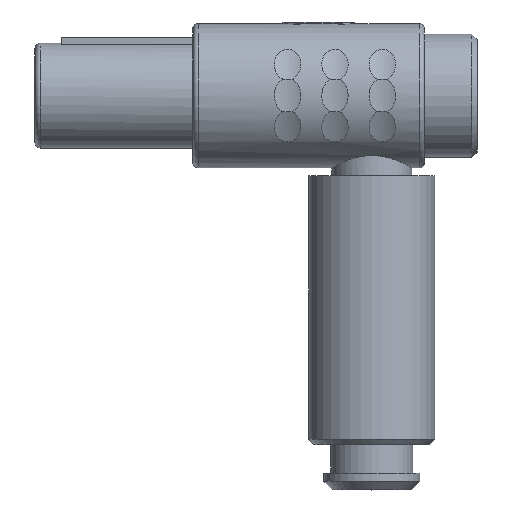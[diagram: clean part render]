
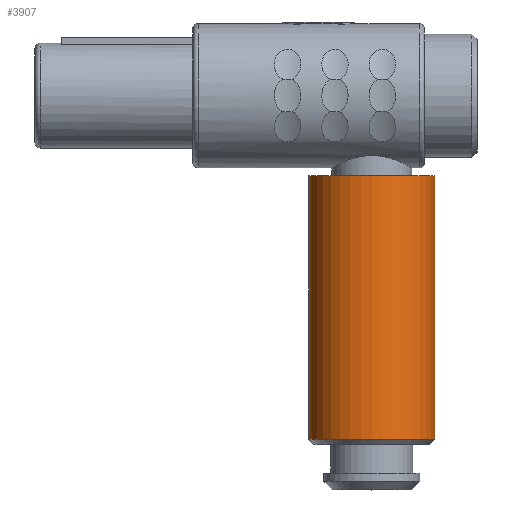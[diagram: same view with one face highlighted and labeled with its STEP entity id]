
A CAD part, top view. The second image highlights one B-rep face of the part: STEP entity #3907.
In plain terms, the highlighted cylindrical face has radius 6 mm (diameter 12 mm), a partial arc.
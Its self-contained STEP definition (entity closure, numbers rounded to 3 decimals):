
#1041=CARTESIAN_POINT('',(10.3,-7.6,0.));
#1042=DIRECTION('',(0.,-1.,0.));
#1043=DIRECTION('',(1.,0.,0.));
#1044=AXIS2_PLACEMENT_3D('',#1041,#1042,#1043);
#1046=DIRECTION('',(0.,1.,0.));
#1047=VECTOR('',#1046,25.05);
#1048=CARTESIAN_POINT('',(16.3,-32.65,
0.));
#1049=LINE('',#1048,#1047);
#1050=DIRECTION('',(0.,1.,0.));
#1051=VECTOR('',#1050,25.05);
#1052=CARTESIAN_POINT('',(4.3,-32.65,
0.));
#1053=LINE('',#1052,#1051);
#1059=CARTESIAN_POINT('',(10.3,-32.65,0.));
#1060=DIRECTION('',(0.,1.,0.));
#1061=DIRECTION('',(-1.,0.,0.));
#1062=AXIS2_PLACEMENT_3D('',#1059,#1060,#1061);
#2217=CARTESIAN_POINT('',(16.3,-7.6,0.));
#2218=CARTESIAN_POINT('',(4.3,-7.6,0.));
#2219=VERTEX_POINT('',#2217);
#2220=VERTEX_POINT('',#2218);
#2249=CARTESIAN_POINT('',(16.3,-32.65,
0.));
#2250=VERTEX_POINT('',#2249);
#2251=CARTESIAN_POINT('',(4.3,-32.65,
0.));
#2252=VERTEX_POINT('',#2251);
#3895=CARTESIAN_POINT('',(10.3,-2.17,0.));
#3896=DIRECTION('',(0.,-1.,0.));
#3897=DIRECTION('',(-1.,0.,0.));
#3898=AXIS2_PLACEMENT_3D('',#3895,#3896,#3897);
#3899=CYLINDRICAL_SURFACE('',#3898,6.);
#3900=ORIENTED_EDGE('',*,*,#3878,.F.);
#3902=ORIENTED_EDGE('',*,*,#3901,.F.);
#3903=ORIENTED_EDGE('',*,*,#3881,.T.);
#3904=ORIENTED_EDGE('',*,*,#3857,.F.);
#3905=EDGE_LOOP('',(#3900,#3902,#3903,#3904));
#3906=FACE_OUTER_BOUND('',#3905,.F.);
#1045=CIRCLE('',#1044,6.);
#1063=CIRCLE('',#1062,6.);
#3857=EDGE_CURVE('',#2219,#2220,#1045,.T.);
#3878=EDGE_CURVE('',#2250,#2219,#1049,.T.);
#3881=EDGE_CURVE('',#2252,#2220,#1053,.T.);
#3901=EDGE_CURVE('',#2252,#2250,#1063,.T.);
#3907=ADVANCED_FACE('',(#3906),#3899,.T.);
